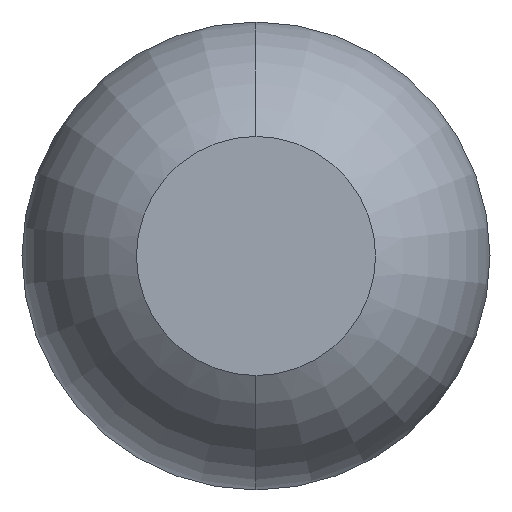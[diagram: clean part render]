
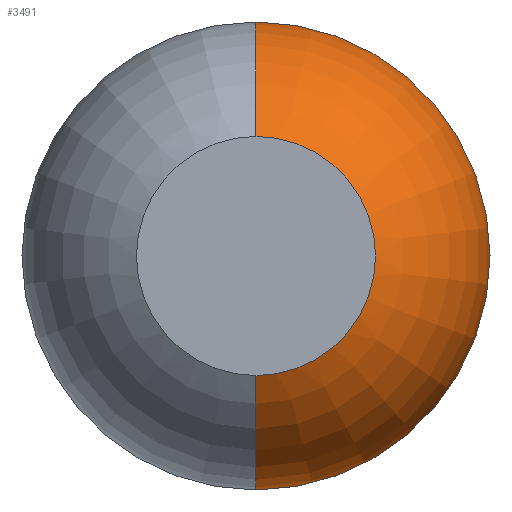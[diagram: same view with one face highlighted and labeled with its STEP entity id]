
A CAD part, front view. The second image highlights one B-rep face of the part: STEP entity #3491.
In plain terms, the highlighted toroidal (fillet/blend) face has major radius 0.035 mm and minor radius 0.65 mm.
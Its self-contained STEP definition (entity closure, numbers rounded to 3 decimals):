
#14 = CARTESIAN_POINT ( 'NONE',  ( 0., -24.431, 0. ) ) ;
#98 = DIRECTION ( 'NONE',  ( 1., 0., 0. ) ) ;
#157 = DIRECTION ( 'NONE',  ( 0., 0., 1. ) ) ;
#159 = ORIENTED_EDGE ( 'NONE', *, *, #1068, .F. ) ;
#423 = CARTESIAN_POINT ( 'NONE',  ( 0., -24.431, 0.035 ) ) ;
#573 = VERTEX_POINT ( 'NONE', #4289 ) ;
#638 = DIRECTION ( 'NONE',  ( 0., 0., -1. ) ) ;
#643 = CARTESIAN_POINT ( 'NONE',  ( 0., -25., 0.35 ) ) ;
#698 = CIRCLE ( 'NONE', #1517, 0.685 ) ;
#829 = CARTESIAN_POINT ( 'NONE',  ( 0., -24.431, -0.035 ) ) ;
#925 = CIRCLE ( 'NONE', #3122, 0.35 ) ;
#1058 = DIRECTION ( 'NONE',  ( 0., -1., 0. ) ) ;
#1068 = EDGE_CURVE ( 'Defeature ausgef�hrt2_12+Defeature ausgef�hrt2_9+Defeature ausgef�hrt2_9+Defeature ausgef�hrt2_9', #1375, #3827, #925, .T. ) ;
#1318 = CARTESIAN_POINT ( 'NONE',  ( 0., -25., 0. ) ) ;
#1324 = ORIENTED_EDGE ( 'NONE', *, *, #3307, .T. ) ;
#1375 = VERTEX_POINT ( 'NONE', #2849 ) ;
#1411 = CARTESIAN_POINT ( 'NONE',  ( 0., -24.431, -0.685 ) ) ;
#1498 = EDGE_CURVE ( 'NONE', #2563, #1375, #1872, .T. ) ;
#1508 = CIRCLE ( 'NONE', #1592, 0.65 ) ;
#1517 = AXIS2_PLACEMENT_3D ( 'NONE', #14, #2378, #1696 ) ;
#1551 = FACE_OUTER_BOUND ( 'NONE', #3522, .T. ) ;
#1592 = AXIS2_PLACEMENT_3D ( 'NONE', #423, #98, #2394 ) ;
#1643 = DIRECTION ( 'NONE',  ( 0., -1., 0. ) ) ;
#1696 = DIRECTION ( 'NONE',  ( 0., 0., -1. ) ) ;
#1872 = CIRCLE ( 'NONE', #2272, 0.65 ) ;
#2122 = ORIENTED_EDGE ( 'NONE', *, *, #1498, .F. ) ;
#2272 = AXIS2_PLACEMENT_3D ( 'NONE', #829, #2819, #157 ) ;
#2329 = EDGE_CURVE ( 'NONE', #573, #3827, #1508, .T. ) ;
#2378 = DIRECTION ( 'NONE',  ( 0., -1., 0. ) ) ;
#2394 = DIRECTION ( 'NONE',  ( 0., 0., -1. ) ) ;
#2486 = TOROIDAL_SURFACE ( 'NONE', #2874, 0.035, 0.65 ) ;
#2563 = VERTEX_POINT ( 'NONE', #1411 ) ;
#2717 = CARTESIAN_POINT ( 'NONE',  ( 0., -24.431, 0. ) ) ;
#2735 = DIRECTION ( 'NONE',  ( 0., 0., -1. ) ) ;
#2819 = DIRECTION ( 'NONE',  ( -1., 0., 0. ) ) ;
#2849 = CARTESIAN_POINT ( 'NONE',  ( 0., -25., -0.35 ) ) ;
#2874 = AXIS2_PLACEMENT_3D ( 'NONE', #2717, #1058, #2735 ) ;
#3122 = AXIS2_PLACEMENT_3D ( 'NONE', #1318, #1643, #638 ) ;
#3307 = EDGE_CURVE ( 'Defeature ausgef�hrt2_9+Defeature ausgef�hrt2_10+Defeature ausgef�hrt2_10+Defeature ausgef�hrt2_10', #2563, #573, #698, .T. ) ;
#3491 = ADVANCED_FACE ( 'Defeature ausgef�hrt2_9', ( #1551 ), #2486, .T. ) ;
#3513 = ORIENTED_EDGE ( 'NONE', *, *, #2329, .T. ) ;
#3522 = EDGE_LOOP ( 'NONE', ( #1324, #3513, #159, #2122 ) ) ;
#3827 = VERTEX_POINT ( 'NONE', #643 ) ;
#4289 = CARTESIAN_POINT ( 'NONE',  ( 0., -24.431, 0.685 ) ) ;
